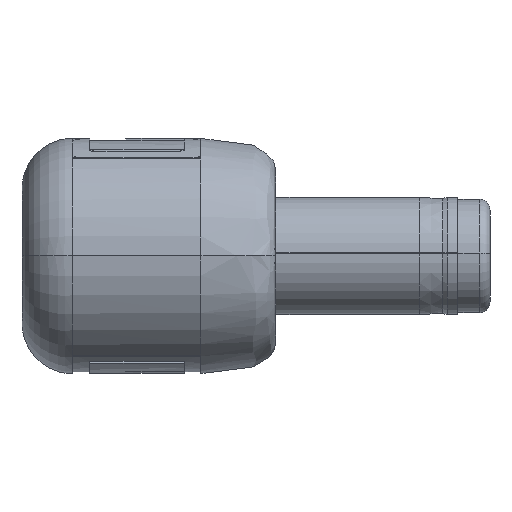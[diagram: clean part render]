
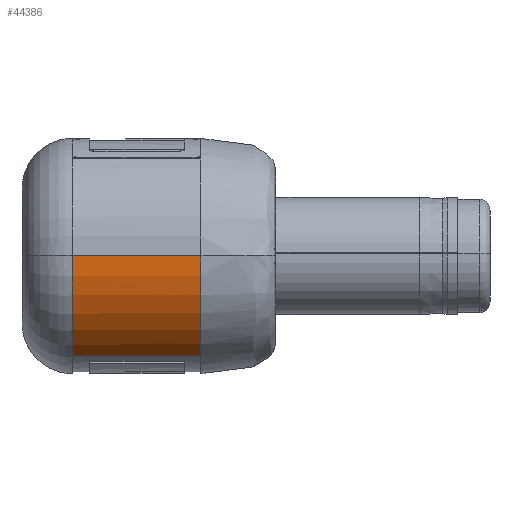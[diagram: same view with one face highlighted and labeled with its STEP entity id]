
A CAD part, top view. The second image highlights one B-rep face of the part: STEP entity #44386.
In plain terms, the highlighted cylindrical face has radius 5.5 mm (diameter 11 mm), a partial arc.
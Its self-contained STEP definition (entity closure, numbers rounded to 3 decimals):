
#254 = CARTESIAN_POINT ( 'NONE',  ( -9., 0., 3.48 ) ) ;
#2127 = EDGE_CURVE ( 'NONE', #44775, #17202, #43790, .T. ) ;
#2247 = EDGE_LOOP ( 'NONE', ( #13578, #15491, #24563, #24880, #26271, #26574, #28070, #29515 ) ) ;
#4315 = CARTESIAN_POINT ( 'NONE',  ( -6.353, -4.702, -2.524 ) ) ;
#6029 = DIRECTION ( 'NONE',  ( -1., 0., 0. ) ) ;
#6134 = DIRECTION ( 'NONE',  ( 0., 0., -1. ) ) ;
#6162 = CARTESIAN_POINT ( 'NONE',  ( 1.82, -1.397, 3.48 ) ) ;
#6191 = CARTESIAN_POINT ( 'NONE',  ( -3.5, 0., -2.524 ) ) ;
#7161 = CIRCLE ( 'NONE', #9665, 5.5 ) ;
#7908 = EDGE_CURVE ( 'NONE', #44775, #17572, #14715, .T. ) ;
#8527 = EDGE_CURVE ( 'NONE', #17202, #41940, #25011, .T. ) ;
#9665 = AXIS2_PLACEMENT_3D ( 'NONE', #38949, #38779, #38723 ) ;
#10294 = AXIS2_PLACEMENT_3D ( 'NONE', #38781, #20185, #16607 ) ;
#10462 = EDGE_CURVE ( 'NONE', #23196, #17572, #33419, .T. ) ;
#10637 = CARTESIAN_POINT ( 'NONE',  ( -6.353, -4.702, 3.476 ) ) ;
#10754 = CARTESIAN_POINT ( 'NONE',  ( 1.82, -1.397, 3.48 ) ) ;
#10768 = CARTESIAN_POINT ( 'NONE',  ( 1.782, -1.54, 3.423 ) ) ;
#10806 = CARTESIAN_POINT ( 'NONE',  ( 1.74, -1.678, 3.357 ) ) ;
#10843 = VECTOR ( 'NONE', #16997, 1000. ) ;
#10871 = CARTESIAN_POINT ( 'NONE',  ( 1.599, -2.066, 3.133 ) ) ;
#10919 = CARTESIAN_POINT ( 'NONE',  ( 1.648, -1.941, 3.212 ) ) ;
#10932 = CARTESIAN_POINT ( 'NONE',  ( 1.328, -2.645, 2.675 ) ) ;
#10974 = CARTESIAN_POINT ( 'NONE',  ( 1.443, -2.425, 2.875 ) ) ;
#11032 = CARTESIAN_POINT ( 'NONE',  ( 1.098, -3.027, 2.233 ) ) ;
#11063 = CARTESIAN_POINT ( 'NONE',  ( 0.983, -3.191, 1.992 ) ) ;
#11075 = CARTESIAN_POINT ( 'NONE',  ( 0.774, -3.466, 1.463 ) ) ;
#11111 = CARTESIAN_POINT ( 'NONE',  ( 0.561, -3.709, 0.573 ) ) ;
#11119 = CARTESIAN_POINT ( 'NONE',  ( 0.682, -3.573, 1.179 ) ) ;
#11179 = CARTESIAN_POINT ( 'NONE',  ( 0.586, -3.682, 0.728 ) ) ;
#11203 = CARTESIAN_POINT ( 'NONE',  ( -9., 0., -2.524 ) ) ;
#11228 = CARTESIAN_POINT ( 'NONE',  ( 0.526, -3.748, -0.208 ) ) ;
#11245 = CARTESIAN_POINT ( 'NONE',  ( 0.522, -3.752, 0.107 ) ) ;
#11267 = CARTESIAN_POINT ( 'NONE',  ( 0.529, -3.744, 0.263 ) ) ;
#11273 = CARTESIAN_POINT ( 'NONE',  ( 0.577, -3.692, -0.676 ) ) ;
#11326 = CARTESIAN_POINT ( 'NONE',  ( 0.537, -3.735, -0.368 ) ) ;
#11373 = CARTESIAN_POINT ( 'NONE',  ( 0.717, -3.532, -1.27 ) ) ;
#11388 = CARTESIAN_POINT ( 'NONE',  ( 0.605, -3.661, -0.827 ) ) ;
#11390 = EDGE_CURVE ( 'NONE', #41940, #24665, #14130, .T. ) ;
#11425 = CARTESIAN_POINT ( 'NONE',  ( 0.675, -3.581, -1.124 ) ) ;
#11431 = CARTESIAN_POINT ( 'NONE',  ( 0.965, -3.213, -1.939 ) ) ;
#11469 = EDGE_CURVE ( 'NONE', #31214, #24665, #7161, .T. ) ;
#11497 = CARTESIAN_POINT ( 'NONE',  ( 0.809, -3.419, -1.548 ) ) ;
#11545 = CARTESIAN_POINT ( 'NONE',  ( 0.859, -3.355, -1.682 ) ) ;
#11597 = CARTESIAN_POINT ( 'NONE',  ( 1.02, -3.135, -2.063 ) ) ;
#11602 = CARTESIAN_POINT ( 'NONE',  ( 1.134, -2.965, -2.301 ) ) ;
#11661 = CARTESIAN_POINT ( 'NONE',  ( 1.25, -2.773, -2.524 ) ) ;
#11876 = CARTESIAN_POINT ( 'NONE',  ( 1.192, -2.872, -2.416 ) ) ;
#11986 = LINE ( 'NONE', #42856, #10843 ) ;
#12941 = AXIS2_PLACEMENT_3D ( 'NONE', #17807, #17760, #17750 ) ;
#13578 = ORIENTED_EDGE ( 'NONE', *, *, #8527, .T. ) ;
#13841 = CARTESIAN_POINT ( 'NONE',  ( -0.647, -4.702, 3.476 ) ) ;
#14130 = LINE ( 'NONE', #44157, #37261 ) ;
#14715 = CIRCLE ( 'NONE', #19966, 5.5 ) ;
#15106 = EDGE_CURVE ( 'NONE', #31214, #24370, #11986, .T. ) ;
#15438 = CARTESIAN_POINT ( 'NONE',  ( -3.5, 0., 3.476 ) ) ;
#15491 = ORIENTED_EDGE ( 'NONE', *, *, #11390, .T. ) ;
#16607 = DIRECTION ( 'NONE',  ( -1., 0., 0. ) ) ;
#16997 = DIRECTION ( 'NONE',  ( 0., 0., 1. ) ) ;
#17202 = VERTEX_POINT ( 'NONE', #6162 ) ;
#17572 = VERTEX_POINT ( 'NONE', #23380 ) ;
#17750 = DIRECTION ( 'NONE',  ( -1., 0., 0. ) ) ;
#17760 = DIRECTION ( 'NONE',  ( 0., 0., -1. ) ) ;
#17807 = CARTESIAN_POINT ( 'NONE',  ( -3.5, 0., 3.48 ) ) ;
#19152 = DIRECTION ( 'NONE',  ( -0.519, -0.855, 0. ) ) ;
#19306 = AXIS2_PLACEMENT_3D ( 'NONE', #15438, #41286, #19152 ) ;
#19966 = AXIS2_PLACEMENT_3D ( 'NONE', #6191, #6134, #6029 ) ;
#20185 = DIRECTION ( 'NONE',  ( 0., 0., -1. ) ) ;
#23196 = VERTEX_POINT ( 'NONE', #13841 ) ;
#23380 = CARTESIAN_POINT ( 'NONE',  ( -0.647, -4.702, -2.524 ) ) ;
#23555 = VECTOR ( 'NONE', #30491, 1000. ) ;
#24370 = VERTEX_POINT ( 'NONE', #10637 ) ;
#24563 = ORIENTED_EDGE ( 'NONE', *, *, #11469, .F. ) ;
#24665 = VERTEX_POINT ( 'NONE', #11203 ) ;
#24880 = ORIENTED_EDGE ( 'NONE', *, *, #15106, .T. ) ;
#25011 = CIRCLE ( 'NONE', #12941, 5.5 ) ;
#26271 = ORIENTED_EDGE ( 'NONE', *, *, #31206, .F. ) ;
#26574 = ORIENTED_EDGE ( 'NONE', *, *, #10462, .T. ) ;
#26874 = CARTESIAN_POINT ( 'NONE',  ( 1.25, -2.773, -2.524 ) ) ;
#28070 = ORIENTED_EDGE ( 'NONE', *, *, #7908, .F. ) ;
#29515 = ORIENTED_EDGE ( 'NONE', *, *, #2127, .T. ) ;
#30491 = DIRECTION ( 'NONE',  ( 0., 0., -1. ) ) ;
#31206 = EDGE_CURVE ( 'NONE', #23196, #24370, #35532, .T. ) ;
#31214 = VERTEX_POINT ( 'NONE', #4315 ) ;
#31752 = CARTESIAN_POINT ( 'NONE',  ( -0.647, -4.702, 3.476 ) ) ;
#33419 = LINE ( 'NONE', #31752, #23555 ) ;
#35124 = FACE_OUTER_BOUND ( 'NONE', #2247, .T. ) ;
#35532 = CIRCLE ( 'NONE', #19306, 5.5 ) ;
#37261 = VECTOR ( 'NONE', #44110, 1000. ) ;
#38723 = DIRECTION ( 'NONE',  ( -1., 0., 0. ) ) ;
#38779 = DIRECTION ( 'NONE',  ( 0., 0., -1. ) ) ;
#38781 = CARTESIAN_POINT ( 'NONE',  ( -3.5, 0., -2.524 ) ) ;
#38949 = CARTESIAN_POINT ( 'NONE',  ( -3.5, 0., -2.524 ) ) ;
#40318 = CYLINDRICAL_SURFACE ( 'NONE', #10294, 5.5 ) ;
#41286 = DIRECTION ( 'NONE',  ( 0., 0., -1. ) ) ;
#41940 = VERTEX_POINT ( 'NONE', #254 ) ;
#42856 = CARTESIAN_POINT ( 'NONE',  ( -6.353, -4.702, -2.524 ) ) ;
#43790 = B_SPLINE_CURVE_WITH_KNOTS ( 'NONE', 3,
 ( #11661, #11876, #11602, #11597, #11431, #11545, #11497, #11373, #11425, #11388, #11273, #11326, #11228, #11245, #11267, #11111, #11179, #11119, #11075, #11063, #11032, #10932, #10974, #10871, #10919, #10806, #10768, #10754 ),
 .UNSPECIFIED., .F., .F.,
 ( 4, 2, 2, 2, 2, 2, 2, 2, 2, 2, 2, 2, 2, 4 ),
 ( 0.003, 0.004, 0.004, 0.005, 0.005, 0.006, 0.006, 0.006, 0.007, 0.008, 0.009, 0.01, 0.01, 0.011 ),
 .UNSPECIFIED. ) ;
#44110 = DIRECTION ( 'NONE',  ( 0., 0., -1. ) ) ;
#44157 = CARTESIAN_POINT ( 'NONE',  ( -9., 0., -2.524 ) ) ;
#44386 = ADVANCED_FACE ( 'NONE', ( #35124 ), #40318, .T. ) ;
#44775 = VERTEX_POINT ( 'NONE', #26874 ) ;
